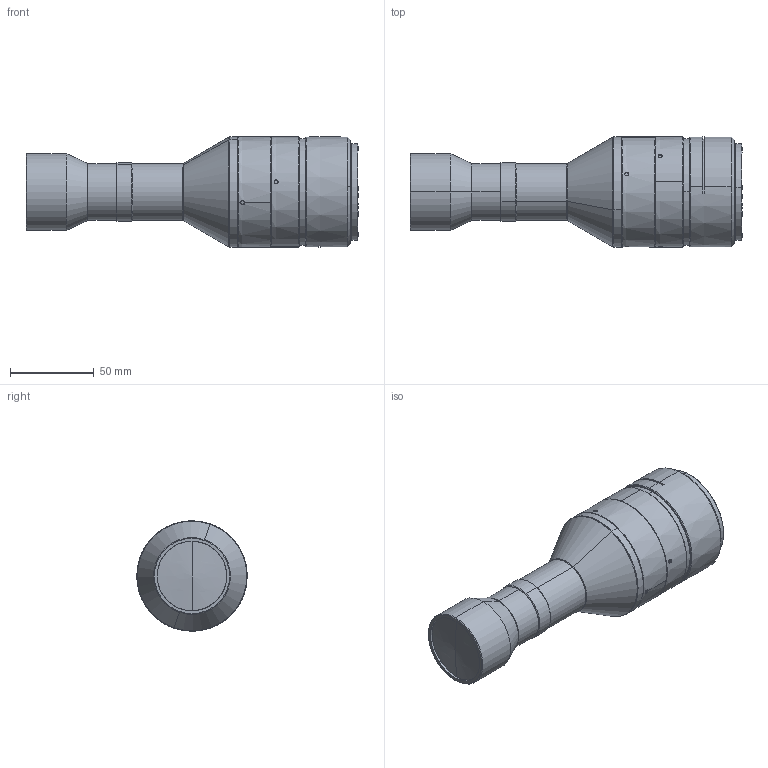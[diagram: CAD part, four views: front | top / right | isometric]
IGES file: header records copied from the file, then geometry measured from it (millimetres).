
Start section: SolidWorks IGES file using analytic representation for surfaces
Global section: file name: DTCA210-44.8-M58-AL.IGS; native system: SolidWorks 2017; preprocessor: SolidWorks 2017; author: luo-PC; date: 220211.173744; units: millimetre
Bounding box: 198.71 x 66 x 66 mm (x, y, z)
Surface area: 38570.5 mm2 (no closed solid volume)
Topology: 0 solids, 0 shells, 107 faces, 2408 edges, 2404 vertices
Faces by surface type: revolution 81, bspline 26
